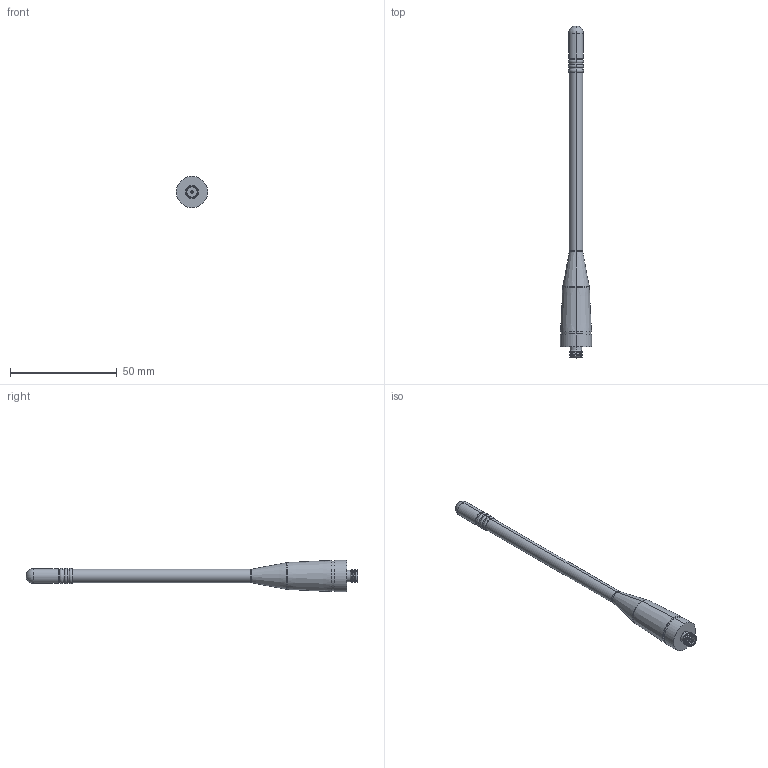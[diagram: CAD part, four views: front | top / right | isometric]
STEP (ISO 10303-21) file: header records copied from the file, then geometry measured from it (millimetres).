
FILE_DESCRIPTION (( 'STEP AP214' ), '1' );
FILE_NAME ('FMANRBD1021_3D.step', '2023-03-06T14:45:25', ( '' ), ( '' ), 'SwSTEP 2.0', 'SolidWorks 2022', '' );
FILE_SCHEMA (( 'AUTOMOTIVE_DESIGN' ));
Length unit declared in the file: inch
Products named in the file (1): FMANRBD1021_3D
Bounding box: 14.6 x 155.25 x 14.6 mm (x, y, z)
Volume: 8717.8 mm3; surface area: 4297.6 mm2
Topology: 1 solids, 1 shells, 67 faces, 134 edges, 75 vertices
Faces by surface type: cone 24, cylinder 22, torus 12, plane 9
Entity records: 1760 total; most frequent: DIRECTION 354, CARTESIAN_POINT 275, ORIENTED_EDGE 264, AXIS2_PLACEMENT_3D 154, EDGE_CURVE 132, CIRCLE 86, EDGE_LOOP 75, VERTEX_POINT 75
